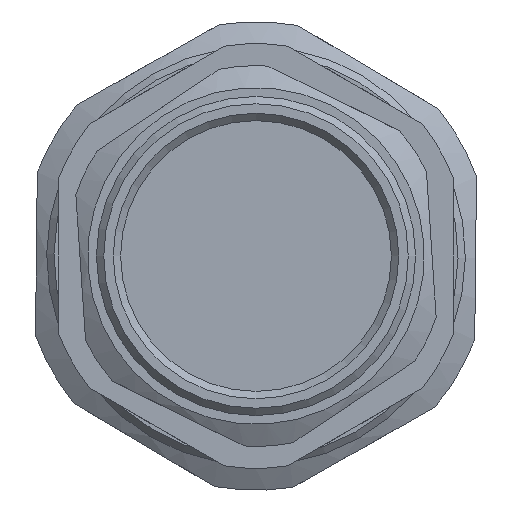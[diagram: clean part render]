
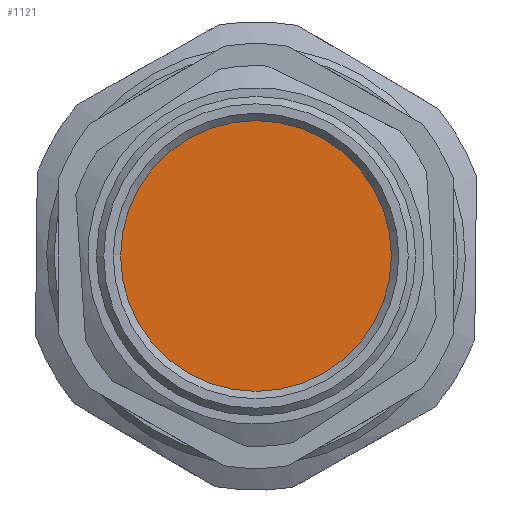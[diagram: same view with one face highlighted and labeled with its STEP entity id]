
A CAD part, left-side view. The second image highlights one B-rep face of the part: STEP entity #1121.
In plain terms, the highlighted planar face has unit normal (-1, 0, 0).
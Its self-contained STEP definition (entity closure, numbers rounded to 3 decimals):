
#286=FACE_OUTER_BOUND('',#354,.T.);
#354=EDGE_LOOP('',(#767));
#430=CIRCLE('',#1211,9.25);
#499=VERTEX_POINT('',#1688);
#604=EDGE_CURVE('',#499,#499,#430,.T.);
#767=ORIENTED_EDGE('',*,*,#604,.F.);
#1093=PLANE('',#1210);
#1121=ADVANCED_FACE('',(#286),#1093,.T.);
#1210=AXIS2_PLACEMENT_3D('',#1687,#1351,#1352);
#1211=AXIS2_PLACEMENT_3D('',#1689,#1353,#1354);
#1351=DIRECTION('center_axis',(-1.,0.,0.));
#1352=DIRECTION('ref_axis',(0.,0.,1.));
#1353=DIRECTION('center_axis',(1.,0.,0.));
#1354=DIRECTION('ref_axis',(0.,1.,0.));
#1687=CARTESIAN_POINT('Origin',(-4.788,-3.258,0.));
#1688=CARTESIAN_POINT('',(-4.788,-12.508,0.));
#1689=CARTESIAN_POINT('Origin',(-4.788,-3.258,0.));
